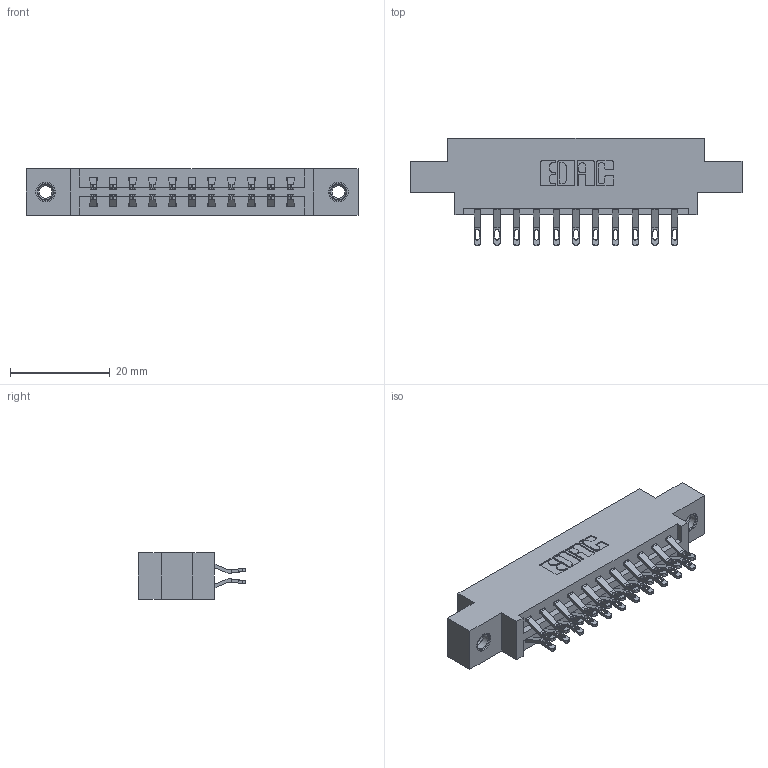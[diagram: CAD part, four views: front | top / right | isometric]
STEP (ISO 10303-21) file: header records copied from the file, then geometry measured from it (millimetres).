
FILE_DESCRIPTION (( 'STEP AP203' ), '1' );
FILE_NAME ('337-022-555-807.STEP', '2019-10-10T20:19:27', ( '' ), ( '' ), 'SwSTEP 2.0', 'SolidWorks 2016', '' );
FILE_SCHEMA (( 'CONFIG_CONTROL_DESIGN' ));
Length unit declared in the file: inch
Products named in the file (4): 337-022-555-807; 345-250-001_345-250-005-103; 345-292-001_555 Tail; 337 Part_0.170 Offset - 0.156 Dia-TI
Assembly tree (25 placements, depth 2):
  337-022-555-807
    337 Part_0.170 Offset - 0.156 Dia-TI
    345-292-001_555 Tail  x22
    345-250-001_345-250-005-103  x2
Bounding box: 66.6 x 21.47 x 9.4 mm (x, y, z)
Volume: 6538.9 mm3; surface area: 7475.3 mm2
Topology: 25 solids, 25 shells, 1498 faces, 4617 edges, 3070 vertices
Faces by surface type: plane 898, cylinder 584, cone 12, torus 4
Entity records: 14182 total; most frequent: CARTESIAN_POINT 2431, ORIENTED_EDGE 2330, DIRECTION 2127, EDGE_CURVE 1165, VECTOR 997, LINE 997, VERTEX_POINT 772, AXIS2_PLACEMENT_3D 565
